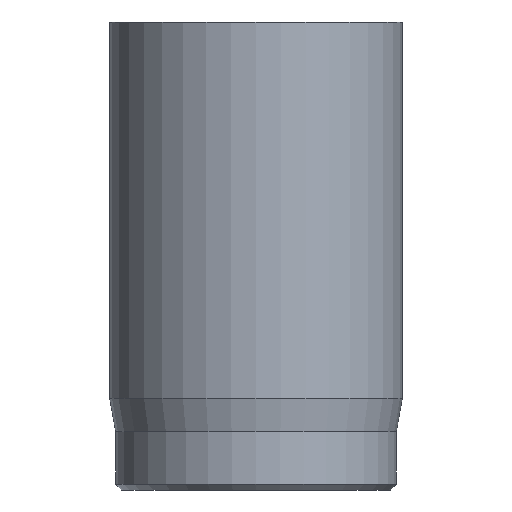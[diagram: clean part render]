
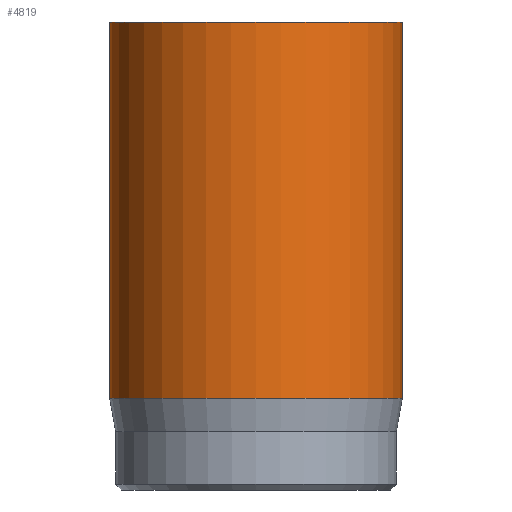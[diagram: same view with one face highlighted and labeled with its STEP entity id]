
A CAD part, front view. The second image highlights one B-rep face of the part: STEP entity #4819.
In plain terms, the highlighted cylindrical face has radius 2.5 mm (diameter 5 mm), a full revolution.
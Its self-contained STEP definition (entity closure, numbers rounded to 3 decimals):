
#31=CYLINDRICAL_SURFACE('',#5024,2.5);
#44=CIRCLE('',#4999,2.5);
#55=CIRCLE('',#5022,2.5);
#56=CIRCLE('',#5023,2.5);
#386=FACE_OUTER_BOUND('',#671,.T.);
#671=EDGE_LOOP('',(#4140,#4141,#4142,#4143,#4144));
#1014=LINE('',#8770,#1378);
#1378=VECTOR('',#5520,2.5);
#2165=VERTEX_POINT('',#8725);
#2176=VERTEX_POINT('',#8764);
#2177=VERTEX_POINT('',#8765);
#2831=EDGE_CURVE('',#2165,#2165,#44,.T.);
#2847=EDGE_CURVE('',#2176,#2177,#55,.T.);
#2848=EDGE_CURVE('',#2177,#2176,#56,.T.);
#2850=EDGE_CURVE('',#2165,#2176,#1014,.T.);
#4140=ORIENTED_EDGE('',*,*,#2831,.T.);
#4141=ORIENTED_EDGE('',*,*,#2850,.T.);
#4142=ORIENTED_EDGE('',*,*,#2847,.T.);
#4143=ORIENTED_EDGE('',*,*,#2848,.T.);
#4144=ORIENTED_EDGE('',*,*,#2850,.F.);
#4819=ADVANCED_FACE('',(#386),#31,.T.);
#4999=AXIS2_PLACEMENT_3D('',#8726,#5462,#5463);
#5022=AXIS2_PLACEMENT_3D('',#8766,#5513,#5514);
#5023=AXIS2_PLACEMENT_3D('',#8767,#5515,#5516);
#5024=AXIS2_PLACEMENT_3D('',#8769,#5518,#5519);
#5462=DIRECTION('center_axis',(0.,0.,-1.));
#5463=DIRECTION('ref_axis',(-1.,0.,0.));
#5513=DIRECTION('center_axis',(0.,0.,1.));
#5514=DIRECTION('ref_axis',(-1.,0.,0.));
#5515=DIRECTION('center_axis',(0.,0.,1.));
#5516=DIRECTION('ref_axis',(-1.,0.,0.));
#5518=DIRECTION('center_axis',(0.,0.,1.));
#5519=DIRECTION('ref_axis',(-1.,0.,0.));
#5520=DIRECTION('',(0.,0.,-1.));
#8725=CARTESIAN_POINT('',(2.5,0.,8.));
#8726=CARTESIAN_POINT('Origin',(0.,0.,8.));
#8764=CARTESIAN_POINT('',(2.5,0.,1.567));
#8765=CARTESIAN_POINT('',(-2.5,0.,1.567));
#8766=CARTESIAN_POINT('Origin',(0.,0.,1.567));
#8767=CARTESIAN_POINT('Origin',(0.,0.,1.567));
#8769=CARTESIAN_POINT('Origin',(0.,0.,0.));
#8770=CARTESIAN_POINT('',(2.5,0.,0.));
